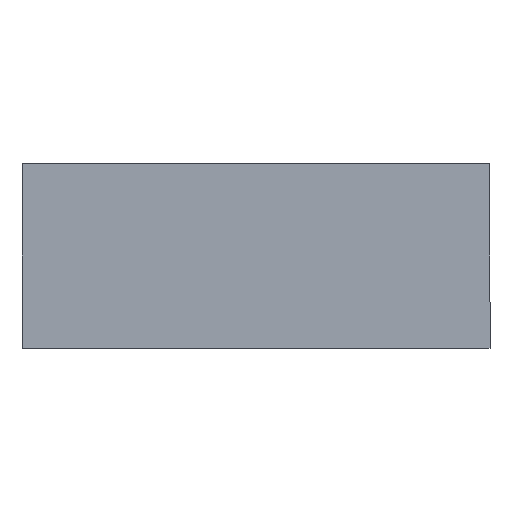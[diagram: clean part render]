
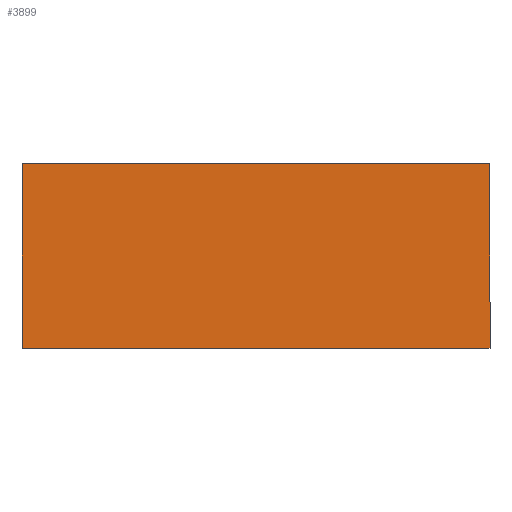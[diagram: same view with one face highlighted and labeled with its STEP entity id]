
A CAD part, front view. The second image highlights one B-rep face of the part: STEP entity #3899.
In plain terms, the highlighted planar face has unit normal (0, -1, 0).
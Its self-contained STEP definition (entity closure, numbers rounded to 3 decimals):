
#56 = LINE ( 'NONE', #2711, #3684 ) ;
#341 = VECTOR ( 'NONE', #2202, 1000. ) ;
#357 = CARTESIAN_POINT ( 'NONE',  ( -35.331, 0., 13.894 ) ) ;
#844 = DIRECTION ( 'NONE',  ( 0., 0., 1. ) ) ;
#1108 = VERTEX_POINT ( 'NONE', #3316 ) ;
#1900 = LINE ( 'NONE', #8195, #2101 ) ;
#1983 = DIRECTION ( 'NONE',  ( -1., 0., 0. ) ) ;
#2101 = VECTOR ( 'NONE', #5606, 1000. ) ;
#2202 = DIRECTION ( 'NONE',  ( 0., 0., 1. ) ) ;
#2619 = EDGE_CURVE ( 'NONE', #1108, #5500, #1900, .T. ) ;
#2711 = CARTESIAN_POINT ( 'NONE',  ( -35.331, 0., -13.894 ) ) ;
#3092 = LINE ( 'NONE', #6672, #341 ) ;
#3189 = LINE ( 'NONE', #357, #4082 ) ;
#3316 = CARTESIAN_POINT ( 'NONE',  ( 35.331, 0., 13.894 ) ) ;
#3329 = ORIENTED_EDGE ( 'NONE', *, *, #4735, .F. ) ;
#3458 = CARTESIAN_POINT ( 'NONE',  ( 35.331, 0., -13.894 ) ) ;
#3684 = VECTOR ( 'NONE', #1983, 1000. ) ;
#3750 = CARTESIAN_POINT ( 'NONE',  ( -35.331, 0., -13.894 ) ) ;
#3899 = ADVANCED_FACE ( 'NONE', ( #4761 ), #5895, .F. ) ;
#4082 = VECTOR ( 'NONE', #5397, 1000. ) ;
#4149 = AXIS2_PLACEMENT_3D ( 'NONE', #7152, #6518, #844 ) ;
#4329 = ORIENTED_EDGE ( 'NONE', *, *, #2619, .F. ) ;
#4427 = CARTESIAN_POINT ( 'NONE',  ( -35.331, 0., 13.894 ) ) ;
#4482 = VERTEX_POINT ( 'NONE', #4427 ) ;
#4735 = EDGE_CURVE ( 'NONE', #7234, #4482, #3092, .T. ) ;
#4761 = FACE_OUTER_BOUND ( 'NONE', #7770, .T. ) ;
#5397 = DIRECTION ( 'NONE',  ( 1., 0., 0. ) ) ;
#5500 = VERTEX_POINT ( 'NONE', #3458 ) ;
#5606 = DIRECTION ( 'NONE',  ( 0., 0., -1. ) ) ;
#5895 = PLANE ( 'NONE',  #4149 ) ;
#6466 = ORIENTED_EDGE ( 'NONE', *, *, #6970, .F. ) ;
#6518 = DIRECTION ( 'NONE',  ( 0., 1., 0. ) ) ;
#6672 = CARTESIAN_POINT ( 'NONE',  ( -35.331, 0., -13.894 ) ) ;
#6710 = EDGE_CURVE ( 'NONE', #5500, #7234, #56, .T. ) ;
#6970 = EDGE_CURVE ( 'NONE', #4482, #1108, #3189, .T. ) ;
#7152 = CARTESIAN_POINT ( 'NONE',  ( 0., 0., 0. ) ) ;
#7234 = VERTEX_POINT ( 'NONE', #3750 ) ;
#7770 = EDGE_LOOP ( 'NONE', ( #4329, #6466, #3329, #7948 ) ) ;
#7948 = ORIENTED_EDGE ( 'NONE', *, *, #6710, .F. ) ;
#8195 = CARTESIAN_POINT ( 'NONE',  ( 35.331, 0., -13.894 ) ) ;
